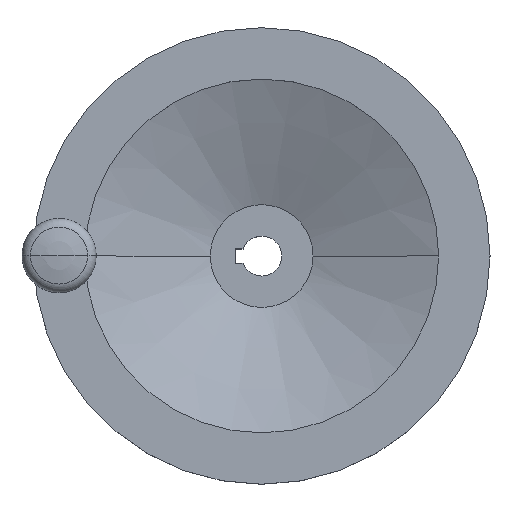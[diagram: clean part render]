
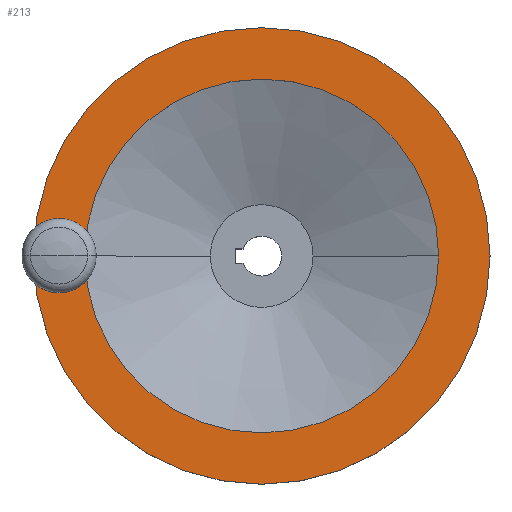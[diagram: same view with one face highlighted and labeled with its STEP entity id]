
A CAD part, top view. The second image highlights one B-rep face of the part: STEP entity #213.
In plain terms, the highlighted planar face has unit normal (0, 0, 1).
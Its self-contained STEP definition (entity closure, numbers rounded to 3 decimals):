
#199=EDGE_CURVE('',#237,#481,#532,.T.);
#203=EDGE_CURVE('',#277,#351,#537,.T.);
#213=ADVANCED_FACE('',(#549,#550,#551),#552,.T.);
#237=VERTEX_POINT('',#578);
#277=VERTEX_POINT('',#622);
#351=VERTEX_POINT('',#704);
#365=EDGE_CURVE('',#351,#277,#719,.T.);
#379=EDGE_CURVE('',#461,#427,#735,.T.);
#417=EDGE_CURVE('',#427,#461,#779,.T.);
#427=VERTEX_POINT('',#790);
#461=VERTEX_POINT('',#828);
#481=VERTEX_POINT('',#853);
#483=EDGE_CURVE('',#481,#237,#855,.T.);
#532=CIRCLE('',#903,80.0);
#537=CIRCLE('',#909,62.0);
#549=FACE_BOUND('',#921,.T.);
#550=FACE_OUTER_BOUND('',#922,.T.);
#551=FACE_BOUND('',#923,.T.);
#552=PLANE('',#924);
#578=CARTESIAN_POINT('',(80.0,0.,39.0));
#622=CARTESIAN_POINT('',(-62.0,0.,39.0));
#704=CARTESIAN_POINT('',(62.0,0.,39.0));
#719=CIRCLE('',#1148,62.0);
#735=CIRCLE('',#1170,6.5);
#779=CIRCLE('',#1224,6.5);
#790=CARTESIAN_POINT('',(-64.5,0.,39.0));
#828=CARTESIAN_POINT('',(-77.5,0.,39.0));
#853=CARTESIAN_POINT('',(-80.0,0.,39.0));
#855=CIRCLE('',#1319,80.0);
#903=AXIS2_PLACEMENT_3D('',#1367,#1368,#1369);
#909=AXIS2_PLACEMENT_3D('',#1378,#1379,#1380);
#921=EDGE_LOOP('',(#1394,#1395));
#922=EDGE_LOOP('',(#1396,#1397));
#923=EDGE_LOOP('',(#1398,#1399));
#924=AXIS2_PLACEMENT_3D('',#1400,#1401,#1402);
#1148=AXIS2_PLACEMENT_3D('',#1586,#1587,#1588);
#1170=AXIS2_PLACEMENT_3D('',#1615,#1616,#1617);
#1224=AXIS2_PLACEMENT_3D('',#1683,#1684,#1685);
#1319=AXIS2_PLACEMENT_3D('',#1785,#1786,#1787);
#1367=CARTESIAN_POINT('',(0.,0.,39.0));
#1368=DIRECTION('',(-0.0,0.0,-1.0));
#1369=DIRECTION('',(-1.0,0.,0.0));
#1378=CARTESIAN_POINT('',(0.,0.,39.0));
#1379=DIRECTION('',(-0.0,0.0,-1.0));
#1380=DIRECTION('',(-1.0,0.,0.0));
#1394=ORIENTED_EDGE('',*,*,#379,.T.);
#1395=ORIENTED_EDGE('',*,*,#417,.T.);
#1396=ORIENTED_EDGE('',*,*,#483,.F.);
#1397=ORIENTED_EDGE('',*,*,#199,.F.);
#1398=ORIENTED_EDGE('',*,*,#203,.T.);
#1399=ORIENTED_EDGE('',*,*,#365,.T.);
#1400=CARTESIAN_POINT('',(-71.0,0.,39.0));
#1401=DIRECTION('',(0.0,0.0,1.0));
#1402=DIRECTION('',(-1.0,0.,0.0));
#1586=CARTESIAN_POINT('',(0.,0.,39.0));
#1587=DIRECTION('',(-0.0,0.0,-1.0));
#1588=DIRECTION('',(-1.0,0.,0.0));
#1615=CARTESIAN_POINT('',(-71.0,0.,39.0));
#1616=DIRECTION('',(-0.0,0.0,-1.0));
#1617=DIRECTION('',(-1.0,0.,0.0));
#1683=CARTESIAN_POINT('',(-71.0,0.,39.0));
#1684=DIRECTION('',(-0.0,0.0,-1.0));
#1685=DIRECTION('',(-1.0,0.,0.0));
#1785=CARTESIAN_POINT('',(0.,0.,39.0));
#1786=DIRECTION('',(-0.0,0.0,-1.0));
#1787=DIRECTION('',(-1.0,0.,0.0));
